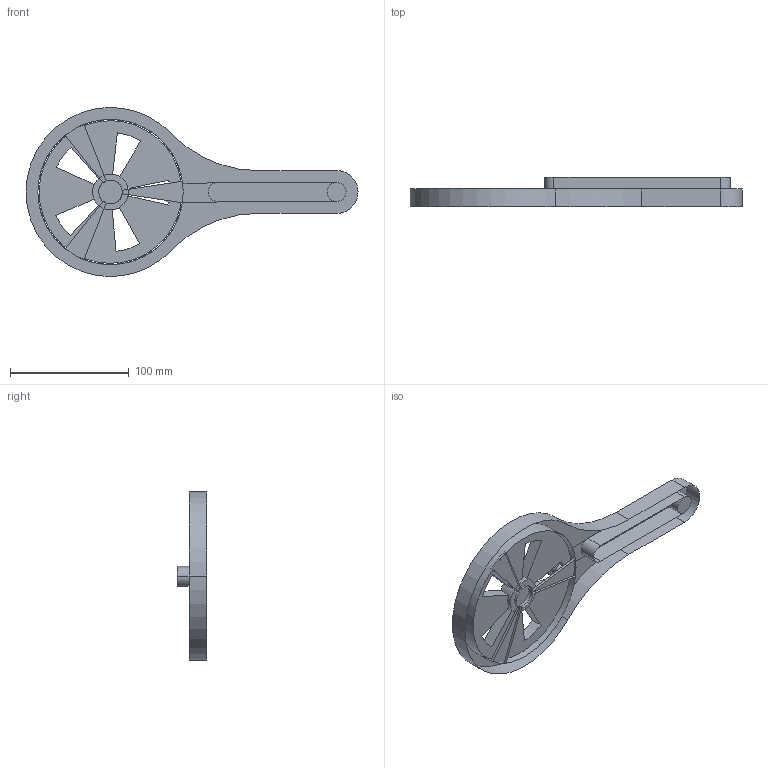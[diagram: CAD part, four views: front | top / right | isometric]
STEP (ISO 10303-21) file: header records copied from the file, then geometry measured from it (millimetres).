
FILE_DESCRIPTION (( 'STEP AP203' ), '1' );
FILE_NAME ('Assem automata.STEP', '2015-04-21T10:10:19', ( 'WORKSTATION' ), ( '' ), 'SwSTEP 2.0', 'SolidWorks 2014', '' );
FILE_SCHEMA (( 'CONFIG_CONTROL_DESIGN' ));
Length unit declared in the file: millimetre
Products named in the file (4): wheel; lever arm; Assem automata; base
Assembly tree (3 placements, depth 2):
  Assem automata
    base
    wheel
    lever arm
Bounding box: 279 x 25 x 141.88 mm (x, y, z)
Volume: 241887.1 mm3; surface area: 77039 mm2
Topology: 3 solids, 3 shells, 76 faces, 219 edges, 145 vertices
Faces by surface type: cylinder 36, plane 36, cone 2, torus 2
Entity records: 3016 total; most frequent: DIRECTION 482, CARTESIAN_POINT 476, ORIENTED_EDGE 438, EDGE_CURVE 219, AXIS2_PLACEMENT_3D 183, VERTEX_POINT 145, VECTOR 116, LINE 116
